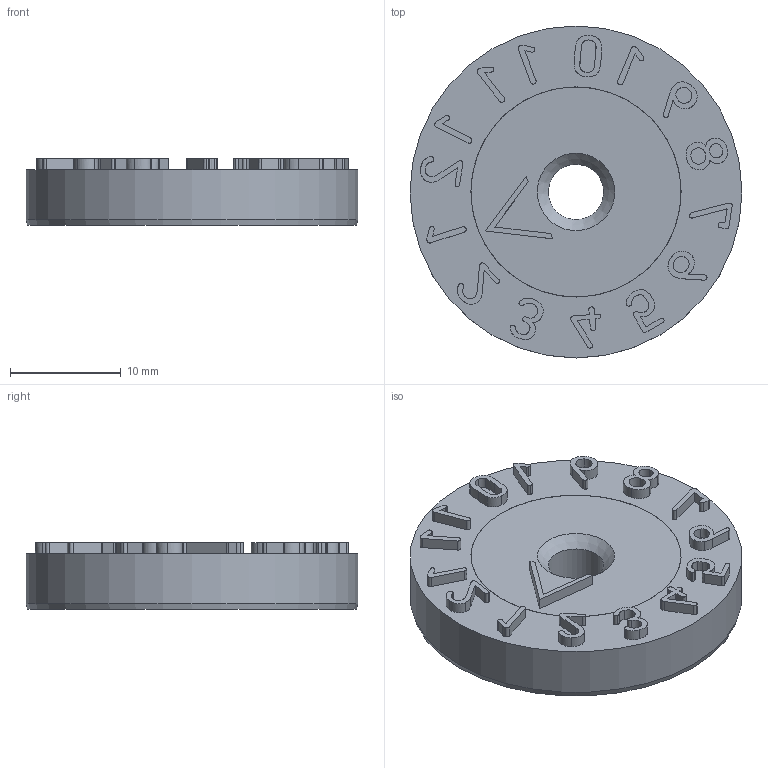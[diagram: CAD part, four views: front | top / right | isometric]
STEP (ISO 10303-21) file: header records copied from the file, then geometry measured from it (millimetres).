
FILE_DESCRIPTION(/* description */ (''),/* implementation_level */ '2;1');
FILE_NAME(/* name */ 'Dati-4000_B$30$00.stp',/* time_stamp */ '2025-08-28T18:45:42+02:00',/* author */ ('olafg'),/* organization */ (''),/* preprocessor_version */ 'ST-DEVELOPER v20',/* originating_system */ 'Autodesk Inventor 2024',/* authorisation */ '');
FILE_SCHEMA (('AUTOMOTIVE_DESIGN { 1 0 10303 214 3 1 1 }'));
Length unit declared in the file: millimetre
Products named in the file (3): Zusammenbau A 4030; 4030-01-00; 4030-05-00
Assembly tree (2 placements, depth 2):
  Zusammenbau A 4030
    4030-01-00
    4030-05-00
Bounding box: 30 x 30 x 6 mm (x, y, z)
Volume: 3401 mm3; surface area: 2859.7 mm2
Topology: 2 solids, 2 shells, 293 faces, 797 edges, 531 vertices
Faces by surface type: bspline 182, plane 102, cylinder 6, cone 3
Full cylindrical faces by diameter (mm): 5 x1, 14.5 x1, 15 x1, 19 x2, 30 x1
Entity records: 10335 total; most frequent: CARTESIAN_POINT 4060, ORIENTED_EDGE 1594, EDGE_CURVE 797, DIRECTION 682, VERTEX_POINT 531, LINE 416, VECTOR 416, B_SPLINE_CURVE_WITH_KNOTS 364
